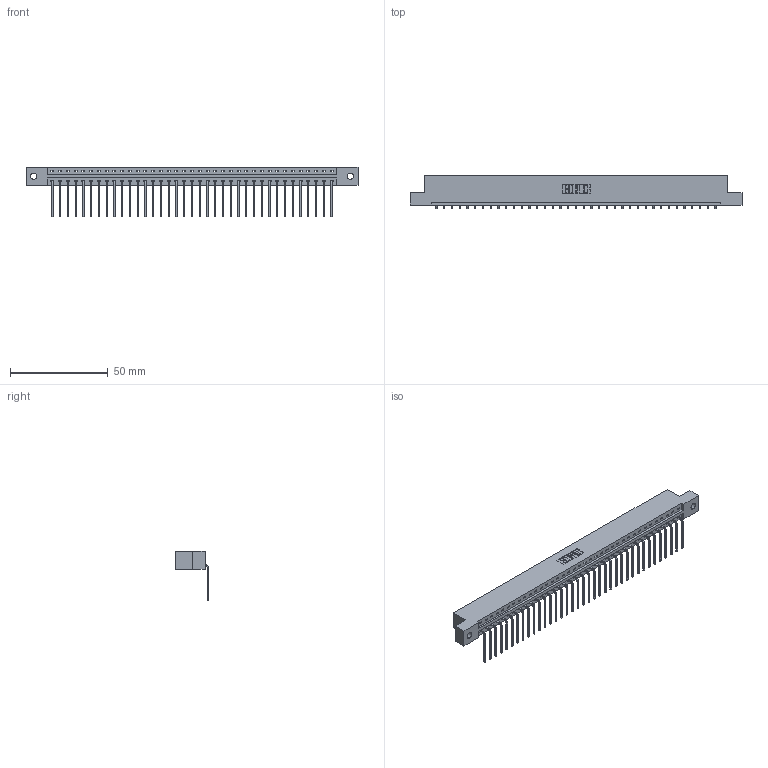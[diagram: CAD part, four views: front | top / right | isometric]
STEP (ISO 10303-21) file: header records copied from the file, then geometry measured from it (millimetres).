
FILE_DESCRIPTION (( 'STEP AP203' ), '1' );
FILE_NAME ('337-037-559-102.STEP', '2018-08-08T02:11:57', ( '' ), ( '' ), 'SwSTEP 2.0', 'SolidWorks 2016', '' );
FILE_SCHEMA (( 'CONFIG_CONTROL_DESIGN' ));
Length unit declared in the file: inch
Products named in the file (3): 337 Part_Flush Mounting Lugs - 0.128 Dia; 345-292-001_558 559 Tail - 1; 337-037-559-102
Assembly tree (38 placements, depth 2):
  337-037-559-102
    337 Part_Flush Mounting Lugs - 0.128 Dia
    345-292-001_558 559 Tail - 1  x37
Bounding box: 169.62 x 17.09 x 25.53 mm (x, y, z)
Volume: 17653.3 mm3; surface area: 18701.8 mm2
Topology: 38 solids, 38 shells, 2482 faces, 7489 edges, 4942 vertices
Faces by surface type: plane 1846, cylinder 636
Entity records: 28237 total; most frequent: CARTESIAN_POINT 4925, ORIENTED_EDGE 4898, DIRECTION 4155, EDGE_CURVE 2449, LINE 2321, VECTOR 2321, VERTEX_POINT 1630, AXIS2_PLACEMENT_3D 917
